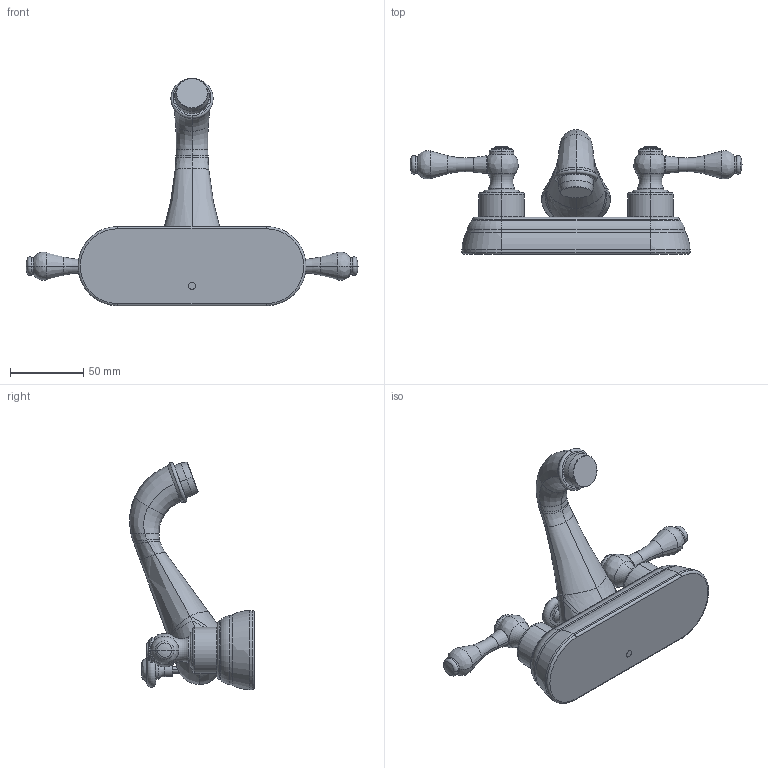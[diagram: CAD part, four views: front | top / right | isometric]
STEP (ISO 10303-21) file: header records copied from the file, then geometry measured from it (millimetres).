
FILE_DESCRIPTION((''),'2;1');
FILE_NAME('801_WEB','2010-07-07T',('pnmurthy'),(''),'PRO/ENGINEER BY PARAMETRIC TECHNOLOGY CORPORATION, 2009300','PRO/ENGINEER BY PARAMETRIC TECHNOLOGY CORPORATION, 2009300','');
FILE_SCHEMA(('CONFIG_CONTROL_DESIGN'));
Length unit declared in the file: inch
Products named in the file (1): 801_WEB
Bounding box: 226.72 x 85.16 x 155.38 mm (x, y, z)
Surface area: 54851.4 mm2 (no closed solid volume)
Topology: 0 solids, 20 shells, 198 faces, 433 edges, 249 vertices
Faces by surface type: bspline 58, torus 54, cylinder 48, plane 20, cone 14, sphere 4
Entity records: 7745 total; most frequent: CARTESIAN_POINT 3762, DIRECTION 818, ORIENTED_EDGE 782, EDGE_CURVE 427, AXIS2_PLACEMENT_3D 372, VERTEX_POINT 249, CIRCLE 232, EDGE_LOOP 198
